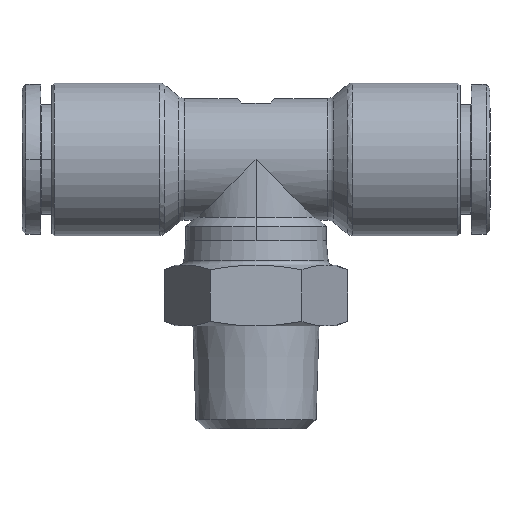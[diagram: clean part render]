
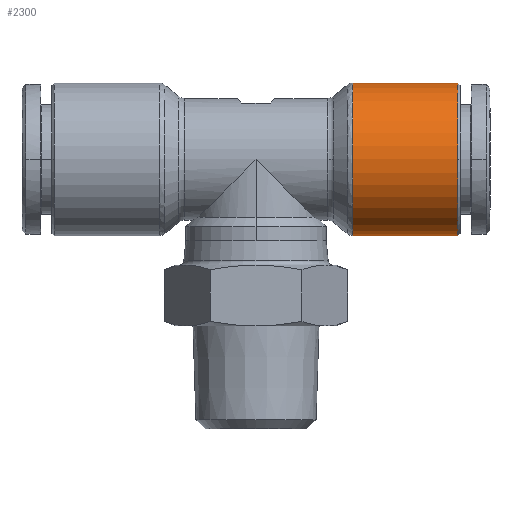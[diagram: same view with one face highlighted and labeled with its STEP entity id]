
A CAD part, front view. The second image highlights one B-rep face of the part: STEP entity #2300.
In plain terms, the highlighted cylindrical face has radius 8.15 mm (diameter 16.3 mm), a partial arc.
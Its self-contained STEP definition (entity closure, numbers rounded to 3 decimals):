
#1263 = EDGE_CURVE ( 'NONE', #4614, #3076, #29980, .T. ) ;
#2060 = DIRECTION ( 'NONE',  ( 0., 0., 1. ) ) ;
#2300 = ADVANCED_FACE ( 'NONE', ( #27044 ), #9939, .T. ) ;
#3076 = VERTEX_POINT ( 'NONE', #26680 ) ;
#3868 = VERTEX_POINT ( 'NONE', #11762 ) ;
#4083 = AXIS2_PLACEMENT_3D ( 'NONE', #11610, #30081, #25455 ) ;
#4365 = CARTESIAN_POINT ( 'NONE',  ( 5.767, 0., -8.15 ) ) ;
#4569 = DIRECTION ( 'NONE',  ( 1., 0., 0. ) ) ;
#4614 = VERTEX_POINT ( 'NONE', #23607 ) ;
#5944 = CARTESIAN_POINT ( 'NONE',  ( 5.767, 0., 8.15 ) ) ;
#6257 = CIRCLE ( 'NONE', #20735, 8.15 ) ;
#6478 = EDGE_LOOP ( 'NONE', ( #10052, #12185, #19279, #22310, #25633 ) ) ;
#7748 = EDGE_CURVE ( 'NONE', #23611, #3868, #6257, .T. ) ;
#9939 = CYLINDRICAL_SURFACE ( 'NONE', #15197, 8.15 ) ;
#10052 = ORIENTED_EDGE ( 'NONE', *, *, #1263, .F. ) ;
#10135 = CARTESIAN_POINT ( 'NONE',  ( 12.317, 0., 0. ) ) ;
#11087 = CARTESIAN_POINT ( 'NONE',  ( 1.126, 0., -8.15 ) ) ;
#11119 = DIRECTION ( 'NONE',  ( 1., 0., 0. ) ) ;
#11610 = CARTESIAN_POINT ( 'NONE',  ( 1.126, 0., 0. ) ) ;
#11762 = CARTESIAN_POINT ( 'NONE',  ( 12.317, 0., -8.15 ) ) ;
#12185 = ORIENTED_EDGE ( 'NONE', *, *, #25516, .T. ) ;
#12366 = DIRECTION ( 'NONE',  ( 0., 0., 1. ) ) ;
#13898 = VECTOR ( 'NONE', #4569, 1000. ) ;
#15197 = AXIS2_PLACEMENT_3D ( 'NONE', #27282, #29788, #20628 ) ;
#16052 = AXIS2_PLACEMENT_3D ( 'NONE', #18012, #11119, #2060 ) ;
#18012 = CARTESIAN_POINT ( 'NONE',  ( 12.317, 0., 0. ) ) ;
#18287 = CIRCLE ( 'NONE', #4083, 8.15 ) ;
#19279 = ORIENTED_EDGE ( 'NONE', *, *, #25597, .T. ) ;
#20628 = DIRECTION ( 'NONE',  ( 0., 0., -1. ) ) ;
#20735 = AXIS2_PLACEMENT_3D ( 'NONE', #10135, #26606, #12366 ) ;
#20822 = EDGE_CURVE ( 'NONE', #3076, #23611, #27621, .T. ) ;
#22238 = DIRECTION ( 'NONE',  ( 1., 0., 0. ) ) ;
#22310 = ORIENTED_EDGE ( 'NONE', *, *, #7748, .F. ) ;
#22974 = CARTESIAN_POINT ( 'NONE',  ( 12.317, -8.15, 0. ) ) ;
#23548 = VERTEX_POINT ( 'NONE', #11087 ) ;
#23607 = CARTESIAN_POINT ( 'NONE',  ( 1.126, 0., 8.15 ) ) ;
#23611 = VERTEX_POINT ( 'NONE', #22974 ) ;
#25221 = LINE ( 'NONE', #4365, #13898 ) ;
#25455 = DIRECTION ( 'NONE',  ( 0., 0., -1. ) ) ;
#25516 = EDGE_CURVE ( 'NONE', #4614, #23548, #18287, .T. ) ;
#25597 = EDGE_CURVE ( 'NONE', #23548, #3868, #25221, .T. ) ;
#25633 = ORIENTED_EDGE ( 'NONE', *, *, #20822, .F. ) ;
#26606 = DIRECTION ( 'NONE',  ( 1., 0., 0. ) ) ;
#26680 = CARTESIAN_POINT ( 'NONE',  ( 12.317, 0., 8.15 ) ) ;
#27044 = FACE_OUTER_BOUND ( 'NONE', #6478, .T. ) ;
#27282 = CARTESIAN_POINT ( 'NONE',  ( 5.767, 0., 0. ) ) ;
#27621 = CIRCLE ( 'NONE', #16052, 8.15 ) ;
#28555 = VECTOR ( 'NONE', #22238, 1000. ) ;
#29788 = DIRECTION ( 'NONE',  ( 1., 0., 0. ) ) ;
#29980 = LINE ( 'NONE', #5944, #28555 ) ;
#30081 = DIRECTION ( 'NONE',  ( 1., 0., 0. ) ) ;
